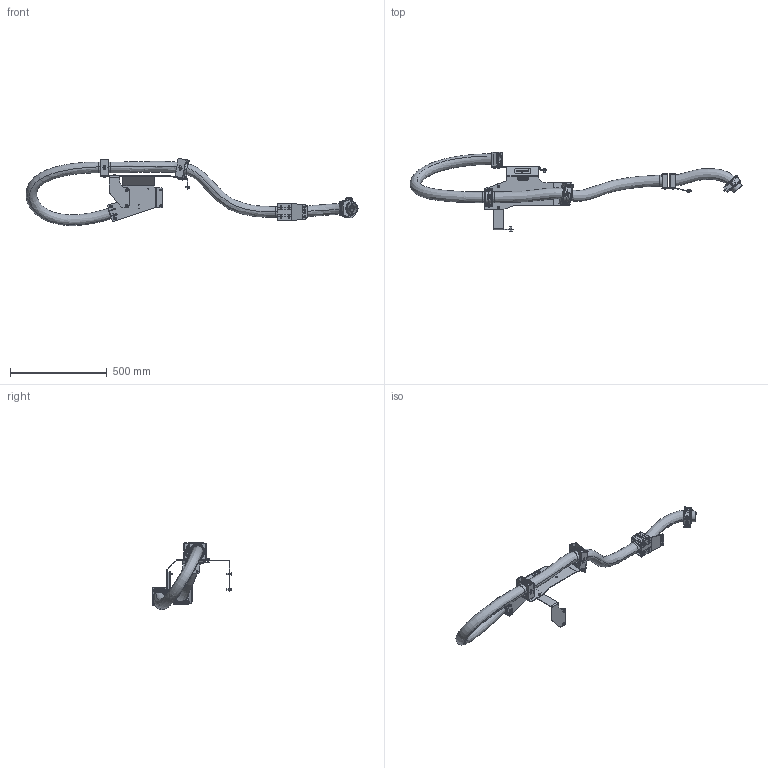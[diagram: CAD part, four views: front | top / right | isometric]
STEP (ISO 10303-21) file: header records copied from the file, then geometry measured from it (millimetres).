
FILE_DESCRIPTION (( 'STEP AP203' ), '1' );
FILE_NAME ('P2171-2.STEP', '2021-03-16T11:30:32', ( '' ), ( '' ), 'SwSTEP 2.0', 'SolidWorks 2019', '' );
FILE_SCHEMA (( 'CONFIG_CONTROL_DESIGN' ));
Products named in the file (1): P2171-2
Bounding box: 1715.97 x 408.5 x 347.22 mm (x, y, z)
Volume: 2446426.4 mm3; surface area: 1411217.4 mm2
Topology: 60 solids, 60 shells, 4290 faces, 10998 edges, 6895 vertices
Faces by surface type: plane 1661, cylinder 1191, bspline 963, torus 204, cone 163, sphere 108
Entity records: 231032 total; most frequent: CARTESIAN_POINT 133216, ORIENTED_EDGE 21656, DIRECTION 18179, EDGE_CURVE 10828, VERTEX_POINT 6883, AXIS2_PLACEMENT_3D 6379, LINE 5421, VECTOR 5421
